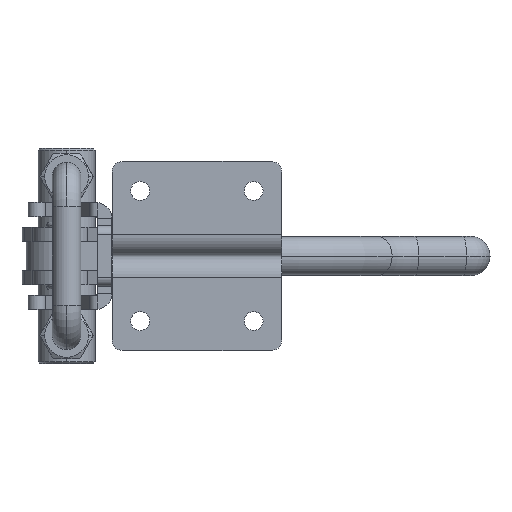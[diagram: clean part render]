
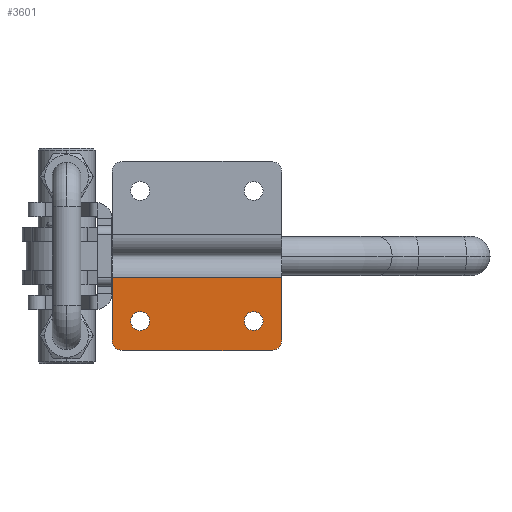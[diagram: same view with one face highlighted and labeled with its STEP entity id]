
A CAD part, front view. The second image highlights one B-rep face of the part: STEP entity #3601.
In plain terms, the highlighted planar face has unit normal (0, -1, 0).
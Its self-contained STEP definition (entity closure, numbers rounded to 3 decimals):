
#3234 = FACE_BOUND ( 'NONE', #17958, .T. ) ;
#3235 = FACE_OUTER_BOUND ( 'NONE', #17955, .T. ) ;
#3238 = FACE_BOUND ( 'NONE', #17961, .T. ) ;
#3601 = ADVANCED_FACE ( 'NONE', ( #3234, #3238, #3235 ), #10668, .F. ) ;
#4043 = VERTEX_POINT ( 'NONE', #18635 ) ;
#4135 = VERTEX_POINT ( 'NONE', #18728 ) ;
#4139 = VERTEX_POINT ( 'NONE', #18732 ) ;
#4144 = VERTEX_POINT ( 'NONE', #18737 ) ;
#4219 = VERTEX_POINT ( 'NONE', #18812 ) ;
#4256 = VERTEX_POINT ( 'NONE', #18849 ) ;
#4267 = VERTEX_POINT ( 'NONE', #18860 ) ;
#4353 = ORIENTED_EDGE ( 'NONE', *, *, #19910, .F. ) ;
#4354 = ORIENTED_EDGE ( 'NONE', *, *, #13425, .F. ) ;
#4356 = ORIENTED_EDGE ( 'NONE', *, *, #19914, .T. ) ;
#4357 = ORIENTED_EDGE ( 'NONE', *, *, #19916, .T. ) ;
#4362 = ORIENTED_EDGE ( 'NONE', *, *, #19912, .T. ) ;
#4364 = ORIENTED_EDGE ( 'NONE', *, *, #19918, .T. ) ;
#4383 = ORIENTED_EDGE ( 'NONE', *, *, #19923, .F. ) ;
#4388 = ORIENTED_EDGE ( 'NONE', *, *, #13429, .F. ) ;
#4404 = ORIENTED_EDGE ( 'NONE', *, *, #19908, .F. ) ;
#4439 = ORIENTED_EDGE ( 'NONE', *, *, #19921, .T. ) ;
#5657 = AXIS2_PLACEMENT_3D ( 'NONE', #10666, #10663, #10670 ) ;
#8655 = AXIS2_PLACEMENT_3D ( 'NONE', #9743, #9744, #9745 ) ;
#8657 = AXIS2_PLACEMENT_3D ( 'NONE', #9753, #9754, #9755 ) ;
#8973 = AXIS2_PLACEMENT_3D ( 'NONE', #15832, #15833, #15834 ) ;
#8975 = AXIS2_PLACEMENT_3D ( 'NONE', #15837, #15838, #15839 ) ;
#8978 = AXIS2_PLACEMENT_3D ( 'NONE', #15844, #15845, #15846 ) ;
#8979 = AXIS2_PLACEMENT_3D ( 'NONE', #15848, #15849, #15850 ) ;
#9743 = CARTESIAN_POINT ( 'NONE',  ( 39.7, 0., -18.25 ) ) ;
#9744 = DIRECTION ( 'NONE',  ( 0., -1., 0. ) ) ;
#9745 = DIRECTION ( 'NONE',  ( 1., 0., 0. ) ) ;
#9753 = CARTESIAN_POINT ( 'NONE',  ( 7.9, 0., -18.25 ) ) ;
#9754 = DIRECTION ( 'NONE',  ( 0., -1., 0. ) ) ;
#9755 = DIRECTION ( 'NONE',  ( 1., 0., 0. ) ) ;
#10663 = DIRECTION ( 'NONE',  ( 0., 1., 0. ) ) ;
#10666 = CARTESIAN_POINT ( 'NONE',  ( 47.6, 0., 4. ) ) ;
#10668 = PLANE ( 'NONE',  #5657 ) ;
#10670 = DIRECTION ( 'NONE',  ( -1., 0., 0. ) ) ;
#12964 = VERTEX_POINT ( 'NONE', #24588 ) ;
#12986 = VERTEX_POINT ( 'NONE', #24600 ) ;
#13003 = VERTEX_POINT ( 'NONE', #24609 ) ;
#13425 = EDGE_CURVE ( 'NONE', #4043, #13003, #22924, .T. ) ;
#13429 = EDGE_CURVE ( 'NONE', #4267, #4256, #22930, .T. ) ;
#15830 = CARTESIAN_POINT ( 'NONE',  ( 47.6, 0., -6. ) ) ;
#15831 = DIRECTION ( 'NONE',  ( -1., 0., 0. ) ) ;
#15832 = CARTESIAN_POINT ( 'NONE',  ( 39.7, 0., -18.25 ) ) ;
#15833 = DIRECTION ( 'NONE',  ( 0., -1., 0. ) ) ;
#15834 = DIRECTION ( 'NONE',  ( 1., 0., 0. ) ) ;
#15835 = DIRECTION ( 'NONE',  ( 1., 0., 0. ) ) ;
#15836 = CARTESIAN_POINT ( 'NONE',  ( 0., 0., 4. ) ) ;
#15837 = CARTESIAN_POINT ( 'NONE',  ( 7.9, 0., -18.25 ) ) ;
#15838 = DIRECTION ( 'NONE',  ( 0., -1., 0. ) ) ;
#15839 = DIRECTION ( 'NONE',  ( 1., 0., 0. ) ) ;
#15840 = CARTESIAN_POINT ( 'NONE',  ( 3., 0., -26.5 ) ) ;
#15841 = DIRECTION ( 'NONE',  ( 0., 0., -1. ) ) ;
#15842 = CARTESIAN_POINT ( 'NONE',  ( 47.6, 0., 4. ) ) ;
#15843 = DIRECTION ( 'NONE',  ( 0., 0., -1. ) ) ;
#15844 = CARTESIAN_POINT ( 'NONE',  ( 3., 0., -23.5 ) ) ;
#15845 = DIRECTION ( 'NONE',  ( 0., -1., 0. ) ) ;
#15846 = DIRECTION ( 'NONE',  ( 1., 0., 0. ) ) ;
#15848 = CARTESIAN_POINT ( 'NONE',  ( 44.6, 0., -23.5 ) ) ;
#15849 = DIRECTION ( 'NONE',  ( 0., -1., 0. ) ) ;
#15850 = DIRECTION ( 'NONE',  ( 1., 0., 0. ) ) ;
#17955 = EDGE_LOOP ( 'NONE', ( #4362, #4356, #4357, #4364, #4439, #4383 ) ) ;
#17958 = EDGE_LOOP ( 'NONE', ( #4404, #4354 ) ) ;
#17961 = EDGE_LOOP ( 'NONE', ( #4353, #4388 ) ) ;
#18635 = CARTESIAN_POINT ( 'NONE',  ( 37.05, 0., -18.25 ) ) ;
#18728 = CARTESIAN_POINT ( 'NONE',  ( 0., 0., -6. ) ) ;
#18732 = CARTESIAN_POINT ( 'NONE',  ( 0., 0., -23.5 ) ) ;
#18737 = CARTESIAN_POINT ( 'NONE',  ( 47.6, 0., -6. ) ) ;
#18812 = CARTESIAN_POINT ( 'NONE',  ( 3., 0., -26.5 ) ) ;
#18849 = CARTESIAN_POINT ( 'NONE',  ( 10.55, 0., -18.25 ) ) ;
#18860 = CARTESIAN_POINT ( 'NONE',  ( 5.25, 0., -18.25 ) ) ;
#19566 = LINE ( 'NONE', #15836, #19596 ) ;
#19583 = CIRCLE ( 'NONE', #8973, 2.65 ) ;
#19587 = CIRCLE ( 'NONE', #8975, 2.65 ) ;
#19589 = LINE ( 'NONE', #15830, #19593 ) ;
#19593 = VECTOR ( 'NONE', #15831, 1000. ) ;
#19594 = CIRCLE ( 'NONE', #8978, 3. ) ;
#19596 = VECTOR ( 'NONE', #15841, 1000. ) ;
#19598 = LINE ( 'NONE', #15840, #19602 ) ;
#19600 = CIRCLE ( 'NONE', #8979, 3. ) ;
#19602 = VECTOR ( 'NONE', #15835, 1000. ) ;
#19604 = LINE ( 'NONE', #15842, #19608 ) ;
#19608 = VECTOR ( 'NONE', #15843, 1000. ) ;
#19908 = EDGE_CURVE ( 'NONE', #13003, #4043, #19583, .T. ) ;
#19910 = EDGE_CURVE ( 'NONE', #4256, #4267, #19587, .T. ) ;
#19912 = EDGE_CURVE ( 'NONE', #4144, #4135, #19589, .T. ) ;
#19914 = EDGE_CURVE ( 'NONE', #4135, #4139, #19566, .T. ) ;
#19916 = EDGE_CURVE ( 'NONE', #4139, #4219, #19594, .T. ) ;
#19918 = EDGE_CURVE ( 'NONE', #4219, #12986, #19598, .T. ) ;
#19921 = EDGE_CURVE ( 'NONE', #12986, #12964, #19600, .T. ) ;
#19923 = EDGE_CURVE ( 'NONE', #4144, #12964, #19604, .T. ) ;
#22924 = CIRCLE ( 'NONE', #8655, 2.65 ) ;
#22930 = CIRCLE ( 'NONE', #8657, 2.65 ) ;
#24588 = CARTESIAN_POINT ( 'NONE',  ( 47.6, 0., -23.5 ) ) ;
#24600 = CARTESIAN_POINT ( 'NONE',  ( 44.6, 0., -26.5 ) ) ;
#24609 = CARTESIAN_POINT ( 'NONE',  ( 42.35, 0., -18.25 ) ) ;
